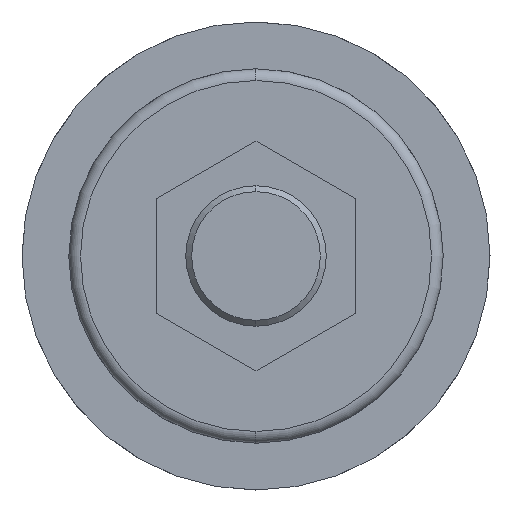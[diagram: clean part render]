
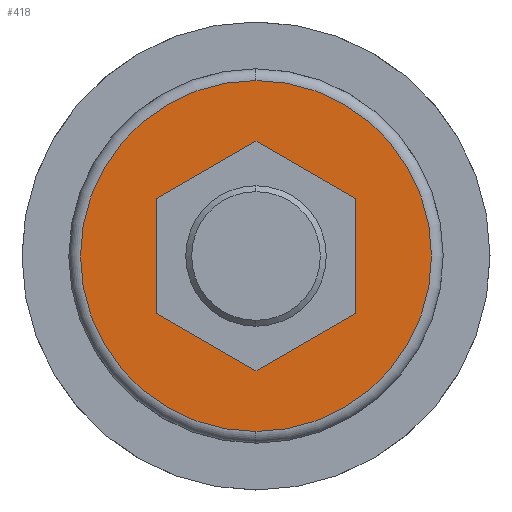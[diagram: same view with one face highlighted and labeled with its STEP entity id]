
A CAD part, left-side view. The second image highlights one B-rep face of the part: STEP entity #418.
In plain terms, the highlighted planar face has unit normal (-1, 0, 0).
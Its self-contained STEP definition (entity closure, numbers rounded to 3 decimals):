
#38 = EDGE_LOOP ( 'NONE', ( #483, #492 ) ) ;
#44 = EDGE_LOOP ( 'NONE', ( #507, #506 ) ) ;
#55 = CARTESIAN_POINT ( 'NONE',  ( -44.901, -15.249, 15. ) ) ;
#61 = CARTESIAN_POINT ( 'NONE',  ( -44.901, -15.249, 8.5 ) ) ;
#95 = DIRECTION ( 'NONE',  ( 0., 0., 1. ) ) ;
#111 = CARTESIAN_POINT ( 'NONE',  ( -44.901, -15.249, 0. ) ) ;
#169 = DIRECTION ( 'NONE',  ( -1., 0., 0. ) ) ;
#171 = PLANE ( 'NONE',  #363 ) ;
#186 = CARTESIAN_POINT ( 'NONE',  ( -44.901, -15.249, -15. ) ) ;
#199 = CARTESIAN_POINT ( 'NONE',  ( -44.901, -15.249, -8.5 ) ) ;
#294 = EDGE_CURVE ( 'NONE', #822, #447, #793, .T. ) ;
#325 = AXIS2_PLACEMENT_3D ( 'NONE', #691, #655, #678 ) ;
#332 = AXIS2_PLACEMENT_3D ( 'NONE', #591, #592, #593 ) ;
#338 = EDGE_CURVE ( 'NONE', #519, #758, #718, .T. ) ;
#345 = EDGE_CURVE ( 'NONE', #758, #519, #725, .T. ) ;
#360 = EDGE_CURVE ( 'NONE', #447, #822, #742, .T. ) ;
#363 = AXIS2_PLACEMENT_3D ( 'NONE', #111, #169, #95 ) ;
#364 = AXIS2_PLACEMENT_3D ( 'NONE', #710, #711, #693 ) ;
#395 = AXIS2_PLACEMENT_3D ( 'NONE', #641, #624, #605 ) ;
#418 = ADVANCED_FACE ( 'NONE', ( #539, #544 ), #171, .T. ) ;
#447 = VERTEX_POINT ( 'NONE', #55 ) ;
#483 = ORIENTED_EDGE ( 'NONE', *, *, #360, .T. ) ;
#492 = ORIENTED_EDGE ( 'NONE', *, *, #294, .T. ) ;
#506 = ORIENTED_EDGE ( 'NONE', *, *, #345, .T. ) ;
#507 = ORIENTED_EDGE ( 'NONE', *, *, #338, .T. ) ;
#519 = VERTEX_POINT ( 'NONE', #61 ) ;
#539 = FACE_OUTER_BOUND ( 'NONE', #38, .T. ) ;
#544 = FACE_BOUND ( 'NONE', #44, .T. ) ;
#591 = CARTESIAN_POINT ( 'NONE',  ( -44.901, -15.249, 0. ) ) ;
#592 = DIRECTION ( 'NONE',  ( 1., 0., 0. ) ) ;
#593 = DIRECTION ( 'NONE',  ( 0., 0., 1. ) ) ;
#605 = DIRECTION ( 'NONE',  ( 0., 0., 1. ) ) ;
#624 = DIRECTION ( 'NONE',  ( 1., 0., 0. ) ) ;
#641 = CARTESIAN_POINT ( 'NONE',  ( -44.901, -15.249, 0. ) ) ;
#655 = DIRECTION ( 'NONE',  ( -1., 0., 0. ) ) ;
#678 = DIRECTION ( 'NONE',  ( 0., 0., 1. ) ) ;
#691 = CARTESIAN_POINT ( 'NONE',  ( -44.901, -15.249, 0. ) ) ;
#693 = DIRECTION ( 'NONE',  ( 0., 0., 1. ) ) ;
#710 = CARTESIAN_POINT ( 'NONE',  ( -44.901, -15.249, 0. ) ) ;
#711 = DIRECTION ( 'NONE',  ( -1., 0., 0. ) ) ;
#718 = CIRCLE ( 'NONE', #395, 8.5 ) ;
#725 = CIRCLE ( 'NONE', #332, 8.5 ) ;
#742 = CIRCLE ( 'NONE', #325, 15. ) ;
#758 = VERTEX_POINT ( 'NONE', #199 ) ;
#793 = CIRCLE ( 'NONE', #364, 15. ) ;
#822 = VERTEX_POINT ( 'NONE', #186 ) ;
